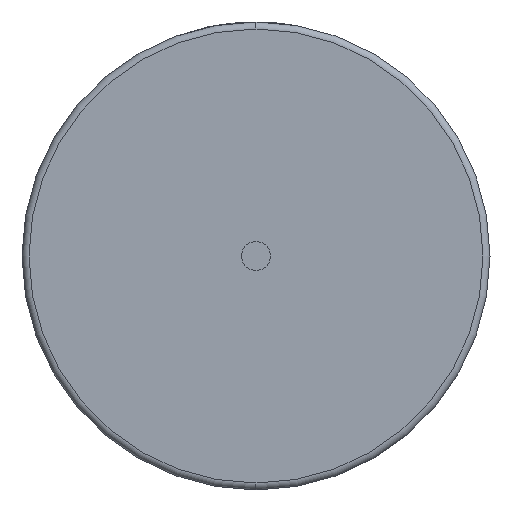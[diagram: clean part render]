
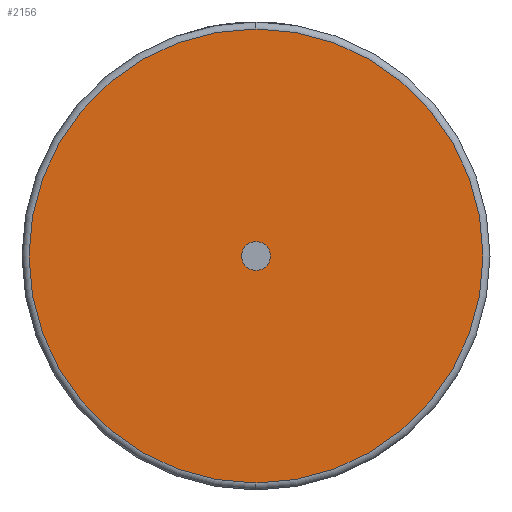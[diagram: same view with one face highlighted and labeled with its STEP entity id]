
A CAD part, left-side view. The second image highlights one B-rep face of the part: STEP entity #2156.
In plain terms, the highlighted planar face has unit normal (-1, 0, 0).
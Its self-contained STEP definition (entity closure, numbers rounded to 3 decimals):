
#48 = CIRCLE ( 'NONE', #173, 0.515 ) ;
#71 = VERTEX_POINT ( 'NONE', #291 ) ;
#173 = AXIS2_PLACEMENT_3D ( 'NONE', #2872, #2539, #759 ) ;
#207 = EDGE_CURVE ( 'NONE', #3028, #71, #1197, .T. ) ;
#241 = EDGE_LOOP ( 'NONE', ( #1327, #915 ) ) ;
#291 = CARTESIAN_POINT ( 'NONE',  ( 0., 0., -8.1 ) ) ;
#454 = DIRECTION ( 'NONE',  ( -1., 0., 0. ) ) ;
#759 = DIRECTION ( 'NONE',  ( 0., 0., -1. ) ) ;
#768 = EDGE_CURVE ( 'NONE', #870, #3897, #48, .T. ) ;
#786 = EDGE_CURVE ( 'NONE', #71, #3028, #2094, .T. ) ;
#870 = VERTEX_POINT ( 'NONE', #910 ) ;
#910 = CARTESIAN_POINT ( 'NONE',  ( 0., 0., 0.515 ) ) ;
#911 = ORIENTED_EDGE ( 'NONE', *, *, #1642, .F. ) ;
#915 = ORIENTED_EDGE ( 'NONE', *, *, #207, .T. ) ;
#982 = PLANE ( 'NONE',  #2455 ) ;
#1197 = CIRCLE ( 'NONE', #4520, 8.1 ) ;
#1327 = ORIENTED_EDGE ( 'NONE', *, *, #786, .T. ) ;
#1598 = FACE_OUTER_BOUND ( 'NONE', #241, .T. ) ;
#1642 = EDGE_CURVE ( 'NONE', #3897, #870, #4142, .T. ) ;
#1853 = CARTESIAN_POINT ( 'NONE',  ( 0., 0., 0. ) ) ;
#1982 = AXIS2_PLACEMENT_3D ( 'NONE', #2258, #2952, #4043 ) ;
#2002 = CARTESIAN_POINT ( 'NONE',  ( 0., 0., -0.515 ) ) ;
#2078 = AXIS2_PLACEMENT_3D ( 'NONE', #1853, #2499, #3187 ) ;
#2094 = CIRCLE ( 'NONE', #2078, 8.1 ) ;
#2156 = ADVANCED_FACE ( 'NONE', ( #1598, #3481 ), #982, .F. ) ;
#2258 = CARTESIAN_POINT ( 'NONE',  ( 0., 0., 0. ) ) ;
#2338 = DIRECTION ( 'NONE',  ( 1., 0., 0. ) ) ;
#2455 = AXIS2_PLACEMENT_3D ( 'NONE', #3032, #2338, #2699 ) ;
#2499 = DIRECTION ( 'NONE',  ( -1., 0., 0. ) ) ;
#2539 = DIRECTION ( 'NONE',  ( -1., 0., 0. ) ) ;
#2602 = ORIENTED_EDGE ( 'NONE', *, *, #768, .F. ) ;
#2699 = DIRECTION ( 'NONE',  ( 0., 0., -1. ) ) ;
#2872 = CARTESIAN_POINT ( 'NONE',  ( 0., 0., 0. ) ) ;
#2952 = DIRECTION ( 'NONE',  ( -1., 0., 0. ) ) ;
#3028 = VERTEX_POINT ( 'NONE', #3169 ) ;
#3032 = CARTESIAN_POINT ( 'NONE',  ( 0., 0., 0. ) ) ;
#3169 = CARTESIAN_POINT ( 'NONE',  ( 0., 0., 8.1 ) ) ;
#3187 = DIRECTION ( 'NONE',  ( 0., 0., -1. ) ) ;
#3481 = FACE_BOUND ( 'NONE', #4316, .T. ) ;
#3569 = DIRECTION ( 'NONE',  ( 0., 0., -1. ) ) ;
#3897 = VERTEX_POINT ( 'NONE', #2002 ) ;
#3901 = CARTESIAN_POINT ( 'NONE',  ( 0., 0., 0. ) ) ;
#4043 = DIRECTION ( 'NONE',  ( 0., 0., -1. ) ) ;
#4142 = CIRCLE ( 'NONE', #1982, 0.515 ) ;
#4316 = EDGE_LOOP ( 'NONE', ( #911, #2602 ) ) ;
#4520 = AXIS2_PLACEMENT_3D ( 'NONE', #3901, #454, #3569 ) ;
